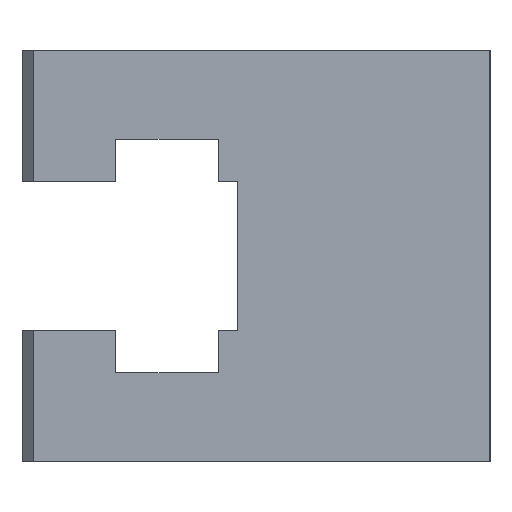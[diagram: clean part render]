
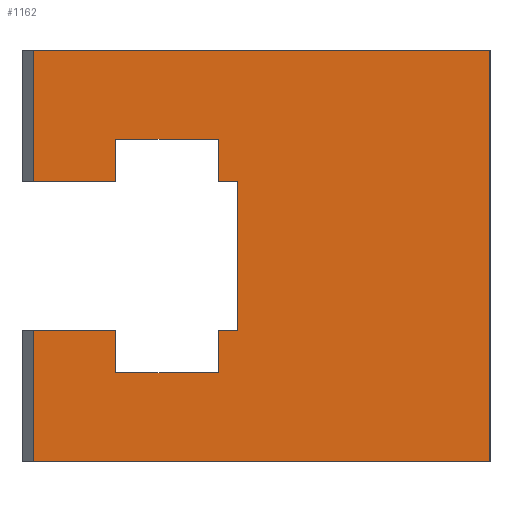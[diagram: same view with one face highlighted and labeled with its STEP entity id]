
A CAD part, left-side view. The second image highlights one B-rep face of the part: STEP entity #1162.
In plain terms, the highlighted planar face has unit normal (-1, 0, 0).
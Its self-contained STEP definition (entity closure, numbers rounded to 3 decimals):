
#1162=ADVANCED_FACE('',(#2377),#2378,.F.);
#2377=FACE_OUTER_BOUND('',#3646,.T.);
#2378=PLANE('',#3647);
#3646=EDGE_LOOP('',(#7156,#7157,#7158,#7159,#7160,#7161,#7162,#7163,#7164,#7165,#7166,#7167,#7168,#7169,#7170,#7171));
#3647=AXIS2_PLACEMENT_3D('',#7172,#7173,#7174);
#7156=ORIENTED_EDGE('',*,*,#9470,.T.);
#7157=ORIENTED_EDGE('',*,*,#9474,.T.);
#7158=ORIENTED_EDGE('',*,*,#9476,.T.);
#7159=ORIENTED_EDGE('',*,*,#9477,.T.);
#7160=ORIENTED_EDGE('',*,*,#9478,.T.);
#7161=ORIENTED_EDGE('',*,*,#9479,.T.);
#7162=ORIENTED_EDGE('',*,*,#9480,.T.);
#7163=ORIENTED_EDGE('',*,*,#9481,.T.);
#7164=ORIENTED_EDGE('',*,*,#8329,.T.);
#7165=ORIENTED_EDGE('',*,*,#9482,.T.);
#7166=ORIENTED_EDGE('',*,*,#9483,.T.);
#7167=ORIENTED_EDGE('',*,*,#9379,.T.);
#7168=ORIENTED_EDGE('',*,*,#9467,.T.);
#7169=ORIENTED_EDGE('',*,*,#9484,.F.);
#7170=ORIENTED_EDGE('',*,*,#9485,.F.);
#7171=ORIENTED_EDGE('',*,*,#8504,.F.);
#7172=CARTESIAN_POINT('',(-25.0,25.0,0.0));
#7173=DIRECTION('',(1.0,0.0,0.0));
#7174=DIRECTION('',(0.0,0.0,-1.0));
#8329=EDGE_CURVE('',#10276,#10274,#10277,.T.);
#8504=EDGE_CURVE('',#10612,#10614,#10615,.T.);
#9379=EDGE_CURVE('',#11792,#11790,#11793,.T.);
#9467=EDGE_CURVE('',#11790,#11908,#11910,.T.);
#9470=EDGE_CURVE('',#10612,#11912,#11914,.T.);
#9474=EDGE_CURVE('',#11912,#11918,#11920,.T.);
#9476=EDGE_CURVE('',#11918,#11922,#11923,.T.);
#9477=EDGE_CURVE('',#11922,#11924,#11925,.T.);
#9478=EDGE_CURVE('',#11924,#11926,#11927,.T.);
#9479=EDGE_CURVE('',#11926,#11928,#11929,.T.);
#9480=EDGE_CURVE('',#11928,#11930,#11931,.T.);
#9481=EDGE_CURVE('',#11930,#10276,#11932,.T.);
#9482=EDGE_CURVE('',#10274,#11933,#11934,.T.);
#9483=EDGE_CURVE('',#11933,#11792,#11935,.T.);
#9484=EDGE_CURVE('',#11936,#11908,#11937,.T.);
#9485=EDGE_CURVE('',#10614,#11936,#11938,.T.);
#10274=VERTEX_POINT('',#12990);
#10276=VERTEX_POINT('',#12993);
#10277=LINE('',#12994,#12995);
#10612=VERTEX_POINT('',#13496);
#10614=VERTEX_POINT('',#13499);
#10615=LINE('',#13500,#13501);
#11790=VERTEX_POINT('',#15219);
#11792=VERTEX_POINT('',#15222);
#11793=LINE('',#15223,#15224);
#11908=VERTEX_POINT('',#15396);
#11910=LINE('',#15399,#15400);
#11912=VERTEX_POINT('',#15402);
#11914=LINE('',#15405,#15406);
#11918=VERTEX_POINT('',#15411);
#11920=LINE('',#15414,#15415);
#11922=VERTEX_POINT('',#15417);
#11923=LINE('',#15418,#15419);
#11924=VERTEX_POINT('',#15420);
#11925=LINE('',#15421,#15422);
#11926=VERTEX_POINT('',#15423);
#11927=LINE('',#15424,#15425);
#11928=VERTEX_POINT('',#15426);
#11929=LINE('',#15427,#15428);
#11930=VERTEX_POINT('',#15429);
#11931=LINE('',#15430,#15431);
#11932=LINE('',#15432,#15433);
#11933=VERTEX_POINT('',#15434);
#11934=LINE('',#15435,#15436);
#11935=LINE('',#15437,#15438);
#11936=VERTEX_POINT('',#15439);
#11937=LINE('',#15440,#15441);
#11938=LINE('',#15442,#15443);
#12990=CARTESIAN_POINT('',(-25.0,29.0,-12.5));
#12993=CARTESIAN_POINT('',(-25.0,29.0,-8.0));
#12994=CARTESIAN_POINT('',(-25.0,29.0,0.0));
#12995=VECTOR('',#16156,1.0);
#13496=CARTESIAN_POINT('',(-25.0,48.75,22.0));
#13499=CARTESIAN_POINT('',(-25.0,0.0,22.0));
#13500=CARTESIAN_POINT('',(-25.0,25.0,22.0));
#13501=VECTOR('',#16327,1.0);
#15219=CARTESIAN_POINT('',(-25.0,48.75,-8.0));
#15222=CARTESIAN_POINT('',(-25.0,40.0,-8.0));
#15223=CARTESIAN_POINT('',(-25.0,31.75,-8.0));
#15224=VECTOR('',#17013,1.0);
#15396=CARTESIAN_POINT('',(-25.0,48.75,-22.0));
#15399=CARTESIAN_POINT('',(-25.0,48.75,0.0));
#15400=VECTOR('',#17072,1.0);
#15402=CARTESIAN_POINT('',(-25.0,48.75,8.0));
#15405=CARTESIAN_POINT('',(-25.0,48.75,0.0));
#15406=VECTOR('',#17074,1.0);
#15411=CARTESIAN_POINT('',(-25.0,40.0,8.0));
#15414=CARTESIAN_POINT('',(-25.0,31.75,8.0));
#15415=VECTOR('',#17077,1.0);
#15417=CARTESIAN_POINT('',(-25.0,40.0,12.5));
#15418=CARTESIAN_POINT('',(-25.0,40.0,0.0));
#15419=VECTOR('',#17078,1.0);
#15420=CARTESIAN_POINT('',(-25.0,29.0,12.5));
#15421=CARTESIAN_POINT('',(-25.0,29.75,12.5));
#15422=VECTOR('',#17079,1.0);
#15423=CARTESIAN_POINT('',(-25.0,29.0,8.0));
#15424=CARTESIAN_POINT('',(-25.0,29.0,0.0));
#15425=VECTOR('',#17080,1.0);
#15426=CARTESIAN_POINT('',(-25.0,27.0,8.0));
#15427=CARTESIAN_POINT('',(-25.0,31.75,8.0));
#15428=VECTOR('',#17081,1.0);
#15429=CARTESIAN_POINT('',(-25.0,27.0,-8.0));
#15430=CARTESIAN_POINT('',(-25.0,27.0,0.0));
#15431=VECTOR('',#17082,1.0);
#15432=CARTESIAN_POINT('',(-25.0,31.75,-8.0));
#15433=VECTOR('',#17083,1.0);
#15434=CARTESIAN_POINT('',(-25.0,40.0,-12.5));
#15435=CARTESIAN_POINT('',(-25.0,29.75,-12.5));
#15436=VECTOR('',#17084,1.0);
#15437=CARTESIAN_POINT('',(-25.0,40.0,0.0));
#15438=VECTOR('',#17085,1.0);
#15439=CARTESIAN_POINT('',(-25.0,0.0,-22.0));
#15440=CARTESIAN_POINT('',(-25.0,25.0,-22.0));
#15441=VECTOR('',#17086,1.0);
#15442=CARTESIAN_POINT('',(-25.0,0.0,0.0));
#15443=VECTOR('',#17087,1.0);
#16156=DIRECTION('',(0.0,0.0,-1.0));
#16327=DIRECTION('',(0.0,-1.0,0.0));
#17013=DIRECTION('',(0.0,1.0,0.0));
#17072=DIRECTION('',(0.0,0.0,-1.0));
#17074=DIRECTION('',(0.0,0.0,-1.0));
#17077=DIRECTION('',(0.0,-1.0,0.0));
#17078=DIRECTION('',(0.0,0.0,1.0));
#17079=DIRECTION('',(0.0,-1.0,0.0));
#17080=DIRECTION('',(0.0,0.0,-1.0));
#17081=DIRECTION('',(0.0,-1.0,0.0));
#17082=DIRECTION('',(0.0,0.0,-1.0));
#17083=DIRECTION('',(0.0,1.0,0.0));
#17084=DIRECTION('',(0.0,1.0,0.0));
#17085=DIRECTION('',(0.0,0.0,1.0));
#17086=DIRECTION('',(0.0,1.0,0.0));
#17087=DIRECTION('',(0.0,0.0,-1.0));
